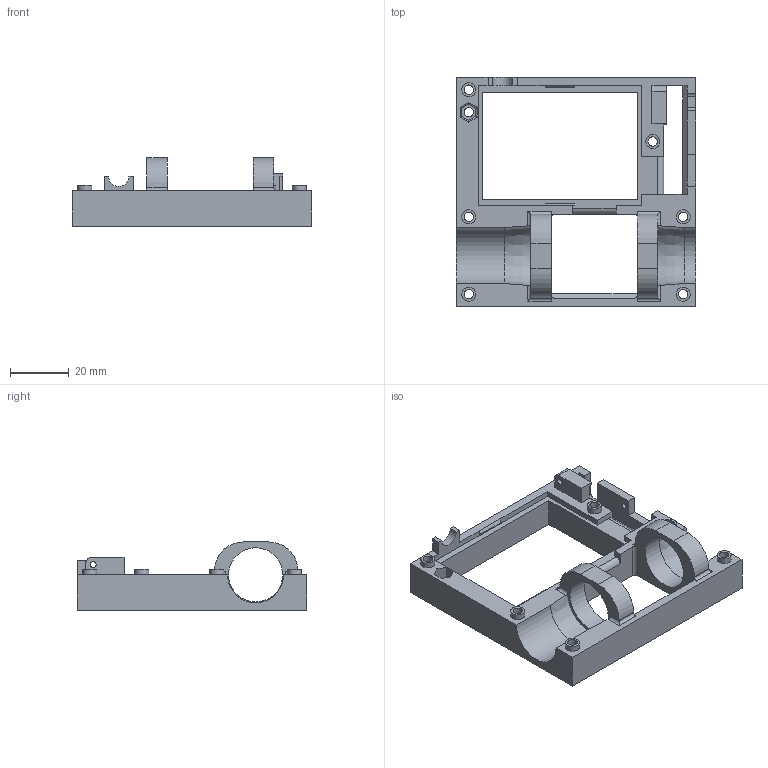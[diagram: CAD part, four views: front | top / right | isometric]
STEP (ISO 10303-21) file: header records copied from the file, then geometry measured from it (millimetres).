
FILE_DESCRIPTION(/* description */ (''),/* implementation_level */ '2;1');
FILE_NAME(/* name */ 'Gehause_A_neu.stp',/* time_stamp */ '2020-09-07T17:28:09+02:00',/* author */ ('Alfred'),/* organization */ (''),/* preprocessor_version */ 'ST-DEVELOPER v18',/* originating_system */ 'Autodesk Inventor 2020',/* authorisation */ '');
FILE_SCHEMA (('AUTOMOTIVE_DESIGN { 1 0 10303 214 3 1 1 }'));
Length unit declared in the file: millimetre
Products named in the file (1): Gehause_A_neu
Bounding box: 81.8 x 78.4 x 23.25 mm (x, y, z)
Volume: 32484.8 mm3; surface area: 18320.6 mm2
Topology: 1 solids, 1 shells, 213 faces, 604 edges, 427 vertices
Faces by surface type: plane 126, cylinder 85, bspline 2
Full cylindrical faces by diameter (mm): 1.778 x2, 2 x1, 3.2 x7, 4.8 x6, 18.5 x2
Entity records: 7133 total; most frequent: CARTESIAN_POINT 1487, DIRECTION 1151, ORIENTED_EDGE 1140, EDGE_CURVE 570, LINE 417, VECTOR 417, VERTEX_POINT 369, AXIS2_PLACEMENT_3D 367
